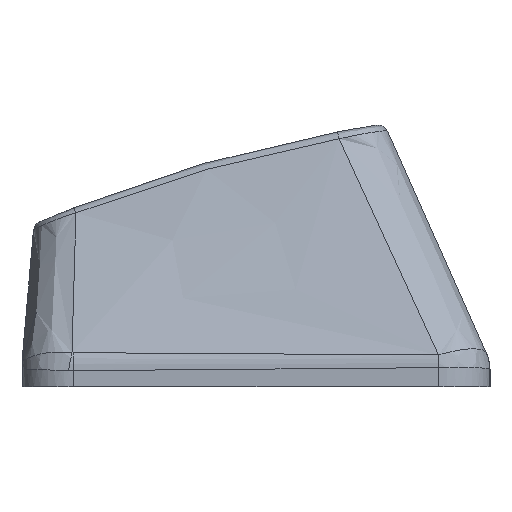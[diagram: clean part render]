
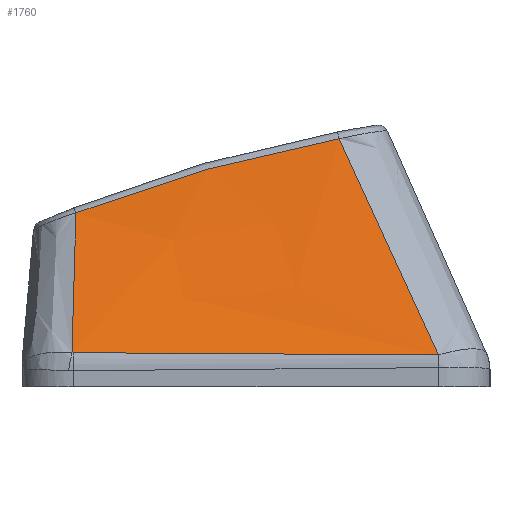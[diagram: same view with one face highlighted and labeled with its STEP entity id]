
A CAD part, left-side view. The second image highlights one B-rep face of the part: STEP entity #1760.
In plain terms, the highlighted free-form (B-spline) face has degree [3, 3] with [4, 4] control points.
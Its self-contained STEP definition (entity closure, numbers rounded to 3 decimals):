
#38=B_SPLINE_SURFACE_WITH_KNOTS('',3,3,((#3368,#3369,#3370,#3371),(#3372,
#3373,#3374,#3375),(#3376,#3377,#3378,#3379),(#3380,#3381,#3382,#3383)),
 .UNSPECIFIED.,.F.,.F.,.F.,(4,4),(4,4),(0.107,0.895),
(0.027,0.971),.UNSPECIFIED.);
#77=B_SPLINE_CURVE_WITH_KNOTS('',3,(#3044,#3045,#3046,#3047),
 .UNSPECIFIED.,.F.,.F.,(4,4),(0.,0.005),.UNSPECIFIED.);
#78=B_SPLINE_CURVE_WITH_KNOTS('',3,(#3067,#3068,#3069,#3070),
 .UNSPECIFIED.,.F.,.F.,(4,4),(-1.416,0.),
 .UNSPECIFIED.);
#94=B_SPLINE_CURVE_WITH_KNOTS('',3,(#3358,#3359,#3360,#3361),
 .UNSPECIFIED.,.F.,.F.,(4,4),(0.038,0.653),
 .UNSPECIFIED.);
#96=B_SPLINE_CURVE_WITH_KNOTS('',3,(#3385,#3386,#3387,#3388),
 .UNSPECIFIED.,.F.,.F.,(4,4),(-0.995,-0.027),
 .UNSPECIFIED.);
#97=B_SPLINE_CURVE_WITH_KNOTS('',3,(#3389,#3390,#3391,#3392),
 .UNSPECIFIED.,.F.,.F.,(4,4),(-1.059,0.),.UNSPECIFIED.);
#479=FACE_OUTER_BOUND('',#589,.T.);
#589=EDGE_LOOP('',(#1430,#1431,#1432,#1433,#1434));
#787=VERTEX_POINT('',#3012);
#789=VERTEX_POINT('',#3042);
#791=VERTEX_POINT('',#3065);
#807=VERTEX_POINT('',#3357);
#808=VERTEX_POINT('',#3384);
#1002=EDGE_CURVE('',#789,#787,#77,.T.);
#1004=EDGE_CURVE('',#791,#789,#78,.T.);
#1033=EDGE_CURVE('',#787,#807,#94,.T.);
#1035=EDGE_CURVE('',#808,#791,#96,.T.);
#1036=EDGE_CURVE('',#807,#808,#97,.T.);
#1430=ORIENTED_EDGE('',*,*,#1002,.F.);
#1431=ORIENTED_EDGE('',*,*,#1004,.F.);
#1432=ORIENTED_EDGE('',*,*,#1035,.F.);
#1433=ORIENTED_EDGE('',*,*,#1036,.F.);
#1434=ORIENTED_EDGE('',*,*,#1033,.F.);
#1760=ADVANCED_FACE('',(#479),#38,.T.);
#3012=CARTESIAN_POINT('',(-47.004,7.141,0.333));
#3042=CARTESIAN_POINT('',(-47.007,7.092,0.328));
#3044=CARTESIAN_POINT('Ctrl Pts',(-47.007,7.092,0.328));
#3045=CARTESIAN_POINT('Ctrl Pts',(-47.007,7.108,0.328));
#3046=CARTESIAN_POINT('Ctrl Pts',(-47.006,7.125,0.33));
#3047=CARTESIAN_POINT('Ctrl Pts',(-47.004,7.141,0.333));
#3065=CARTESIAN_POINT('',(-47.098,-7.074,0.238));
#3067=CARTESIAN_POINT('Ctrl Pts',(-47.098,-7.074,0.238));
#3068=CARTESIAN_POINT('Ctrl Pts',(-47.087,-2.354,0.253));
#3069=CARTESIAN_POINT('Ctrl Pts',(-47.077,2.365,0.275));
#3070=CARTESIAN_POINT('Ctrl Pts',(-47.007,7.092,0.328));
#3357=CARTESIAN_POINT('',(-44.185,6.988,5.753));
#3358=CARTESIAN_POINT('Ctrl Pts',(-47.004,7.141,0.333));
#3359=CARTESIAN_POINT('Ctrl Pts',(-46.053,7.069,2.136));
#3360=CARTESIAN_POINT('Ctrl Pts',(-45.113,7.014,3.943));
#3361=CARTESIAN_POINT('Ctrl Pts',(-44.185,6.988,5.753));
#3368=CARTESIAN_POINT('Ctrl Pts',(-47.098,7.139,0.157));
#3369=CARTESIAN_POINT('Ctrl Pts',(-46.119,7.163,2.009));
#3370=CARTESIAN_POINT('Ctrl Pts',(-45.14,7.188,3.861));
#3371=CARTESIAN_POINT('Ctrl Pts',(-44.161,7.213,5.713));
#3372=CARTESIAN_POINT('Ctrl Pts',(-47.098,2.404,0.193));
#3373=CARTESIAN_POINT('Ctrl Pts',(-46.119,2.842,2.483));
#3374=CARTESIAN_POINT('Ctrl Pts',(-45.14,3.279,4.772));
#3375=CARTESIAN_POINT('Ctrl Pts',(-44.161,3.716,7.061));
#3376=CARTESIAN_POINT('Ctrl Pts',(-47.098,-2.334,0.221));
#3377=CARTESIAN_POINT('Ctrl Pts',(-46.119,-1.529,2.835));
#3378=CARTESIAN_POINT('Ctrl Pts',(-45.14,-0.724,
5.449));
#3379=CARTESIAN_POINT('Ctrl Pts',(-44.161,0.081,
8.062));
#3380=CARTESIAN_POINT('Ctrl Pts',(-47.098,-7.074,0.238));
#3381=CARTESIAN_POINT('Ctrl Pts',(-46.119,-5.923,3.058));
#3382=CARTESIAN_POINT('Ctrl Pts',(-45.14,-4.772,5.878));
#3383=CARTESIAN_POINT('Ctrl Pts',(-44.161,-3.62,8.697));
#3384=CARTESIAN_POINT('',(-44.161,-3.216,8.626));
#3385=CARTESIAN_POINT('Ctrl Pts',(-44.161,-3.216,8.626));
#3386=CARTESIAN_POINT('Ctrl Pts',(-45.149,-4.511,5.836));
#3387=CARTESIAN_POINT('Ctrl Pts',(-46.125,-5.795,3.039));
#3388=CARTESIAN_POINT('Ctrl Pts',(-47.098,-7.074,0.238));
#3389=CARTESIAN_POINT('Ctrl Pts',(-44.185,6.988,5.753));
#3390=CARTESIAN_POINT('Ctrl Pts',(-44.174,3.682,7.019));
#3391=CARTESIAN_POINT('Ctrl Pts',(-44.165,0.264,7.991));
#3392=CARTESIAN_POINT('Ctrl Pts',(-44.161,-3.216,8.626));
